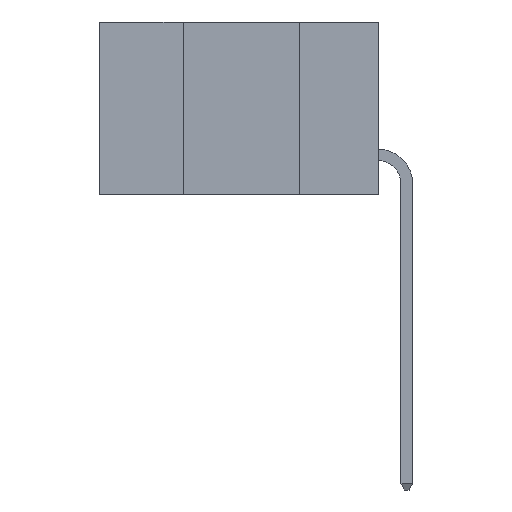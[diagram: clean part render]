
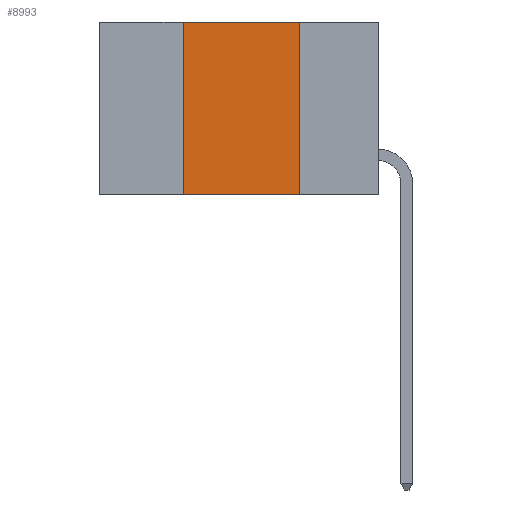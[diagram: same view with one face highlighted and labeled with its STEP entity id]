
A CAD part, left-side view. The second image highlights one B-rep face of the part: STEP entity #8993.
In plain terms, the highlighted planar face has unit normal (-1, 0, 0).
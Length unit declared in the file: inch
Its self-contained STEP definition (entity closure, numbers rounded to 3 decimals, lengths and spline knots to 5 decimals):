
#163 = VERTEX_POINT ( 'NONE', #9543 ) ;
#353 = LINE ( 'NONE', #4940, #10006 ) ;
#376 = AXIS2_PLACEMENT_3D ( 'NONE', #1809, #4749, #11366 ) ;
#1226 = CARTESIAN_POINT ( 'NONE',  ( 0., 0.42, -0.37 ) ) ;
#1307 = CARTESIAN_POINT ( 'NONE',  ( 0., 0.17, 0. ) ) ;
#1809 = CARTESIAN_POINT ( 'NONE',  ( 0., 0.6, 0. ) ) ;
#1931 = VECTOR ( 'NONE', #8040, 39.37008 ) ;
#2708 = CARTESIAN_POINT ( 'NONE',  ( 0., 0.42, 0. ) ) ;
#2992 = CARTESIAN_POINT ( 'NONE',  ( 0., 0.17, -0.37 ) ) ;
#3468 = LINE ( 'NONE', #4587, #8324 ) ;
#3778 = PLANE ( 'NONE',  #376 ) ;
#3865 = ORIENTED_EDGE ( 'NONE', *, *, #10484, .F. ) ;
#4196 = LINE ( 'NONE', #1226, #1931 ) ;
#4587 = CARTESIAN_POINT ( 'NONE',  ( 0., 0.6, -0.37 ) ) ;
#4749 = DIRECTION ( 'NONE',  ( 1., 0., 0. ) ) ;
#4791 = VECTOR ( 'NONE', #4973, 39.37008 ) ;
#4940 = CARTESIAN_POINT ( 'NONE',  ( 0., 0.6, 0. ) ) ;
#4973 = DIRECTION ( 'NONE',  ( 0., 0., -1. ) ) ;
#5586 = DIRECTION ( 'NONE',  ( 0., -1., 0. ) ) ;
#6913 = DIRECTION ( 'NONE',  ( 0., -1., 0. ) ) ;
#7186 = ORIENTED_EDGE ( 'NONE', *, *, #8635, .T. ) ;
#7264 = ORIENTED_EDGE ( 'NONE', *, *, #9263, .F. ) ;
#7888 = ORIENTED_EDGE ( 'NONE', *, *, #9855, .F. ) ;
#8040 = DIRECTION ( 'NONE',  ( 0., 0., 1. ) ) ;
#8324 = VECTOR ( 'NONE', #5586, 39.37008 ) ;
#8635 = EDGE_CURVE ( 'NONE', #163, #9840, #3468, .T. ) ;
#8993 = ADVANCED_FACE ( 'NONE', ( #11913 ), #3778, .F. ) ;
#9263 = EDGE_CURVE ( 'NONE', #163, #9583, #4196, .T. ) ;
#9318 = VERTEX_POINT ( 'NONE', #1307 ) ;
#9543 = CARTESIAN_POINT ( 'NONE',  ( 0., 0.42, -0.37 ) ) ;
#9583 = VERTEX_POINT ( 'NONE', #2708 ) ;
#9840 = VERTEX_POINT ( 'NONE', #2992 ) ;
#9844 = LINE ( 'NONE', #10646, #4791 ) ;
#9855 = EDGE_CURVE ( 'NONE', #9583, #9318, #353, .T. ) ;
#9874 = EDGE_LOOP ( 'NONE', ( #3865, #7888, #7264, #7186 ) ) ;
#10006 = VECTOR ( 'NONE', #6913, 39.37008 ) ;
#10484 = EDGE_CURVE ( 'NONE', #9318, #9840, #9844, .T. ) ;
#10646 = CARTESIAN_POINT ( 'NONE',  ( 0., 0.17, -0.37 ) ) ;
#11366 = DIRECTION ( 'NONE',  ( 0., 0., -1. ) ) ;
#11913 = FACE_OUTER_BOUND ( 'NONE', #9874, .T. ) ;
